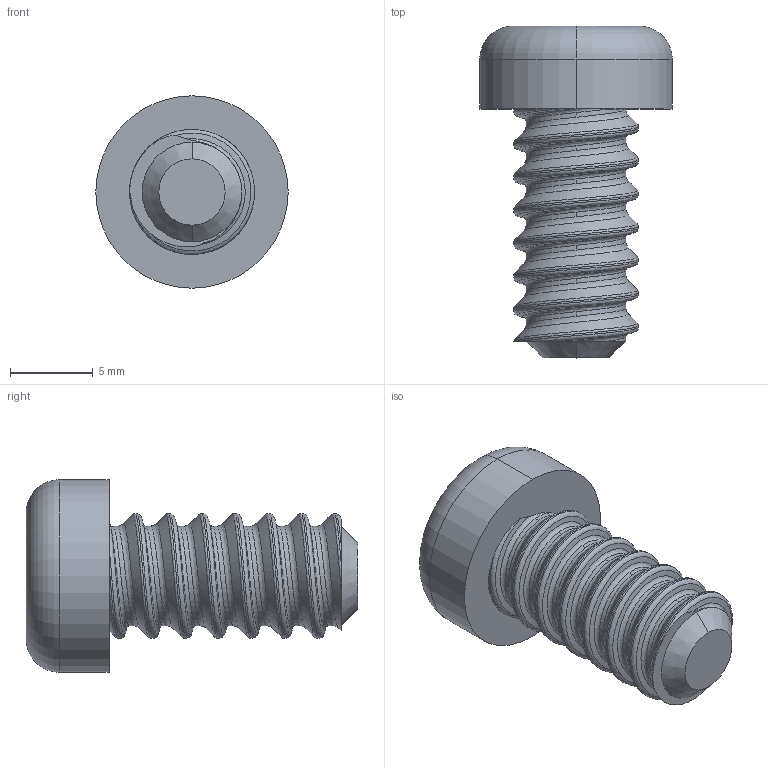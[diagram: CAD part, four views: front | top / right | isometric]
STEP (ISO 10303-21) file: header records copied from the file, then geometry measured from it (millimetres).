
FILE_DESCRIPTION (( 'STEP AP214' ), '1' );
FILE_NAME ('controller_screw.STEP', '2022-10-14T14:07:36', ( 'Chester' ), ( '' ), 'SwSTEP 2.0', 'SolidWorks 2018', '' );
FILE_SCHEMA (( 'AUTOMOTIVE_DESIGN' ));
Length unit declared in the file: millimetre
Products named in the file (1): controller_screw
Bounding box: 11.6 x 20 x 11.6 mm (x, y, z)
Volume: 921.3 mm3; surface area: 843.8 mm2
Topology: 1 solids, 1 shells, 45 faces, 113 edges, 72 vertices
Faces by surface type: cylinder 17, plane 17, bspline 7, torus 2, cone 2
Entity records: 6707 total; most frequent: CARTESIAN_POINT 5746, ORIENTED_EDGE 226, DIRECTION 156, EDGE_CURVE 113, VERTEX_POINT 72, AXIS2_PLACEMENT_3D 54, LINE 48, VECTOR 48
